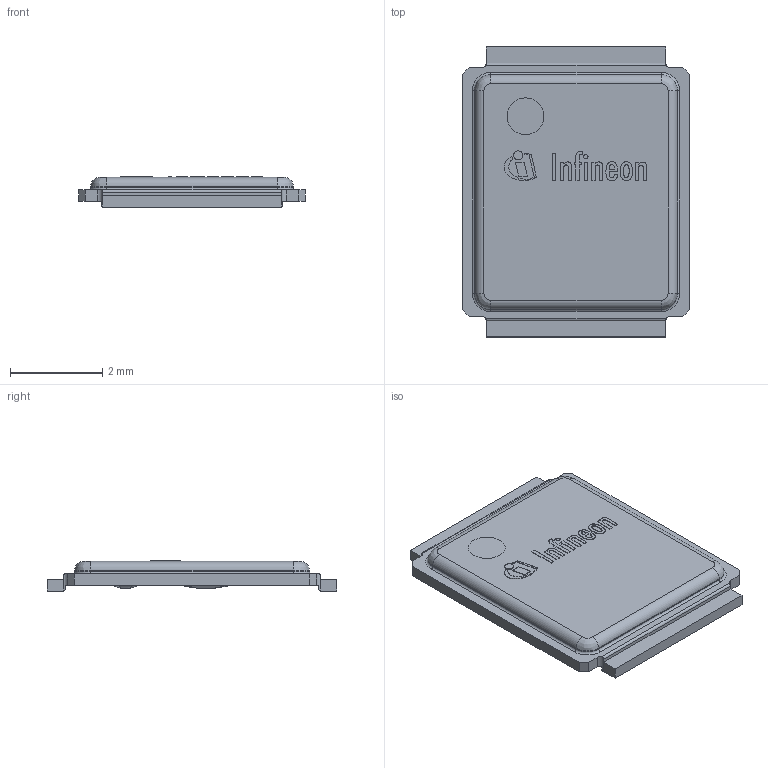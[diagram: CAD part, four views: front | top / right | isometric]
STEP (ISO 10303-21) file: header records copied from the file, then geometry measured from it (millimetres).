
FILE_DESCRIPTION(/* description */ (''),/* implementation_level */ '2;1');
FILE_NAME(/* name */ 'MG-WDSON-5-909.stp',/* time_stamp */ '2018-04-11T12:03:19+08:00',/* author */ ('mdsaid'),/* organization */ (''),/* preprocessor_version */ 'ST-DEVELOPER v15.2',/* originating_system */ 'Autodesk Inventor 2014',/* authorisation */ '');
FILE_SCHEMA (('AUTOMOTIVE_DESIGN { 1 0 10303 214 3 1 1 }'));
Length unit declared in the file: millimetre
Products named in the file (3): MG-WDSON-5-909_METAL; MG-WDSON-5-909_LOGO; MG-WDSON-5-909
Bounding box: 4.92 x 6.3 x 0.66 mm (x, y, z)
Volume: 10.6 mm3; surface area: 77.2 mm2
Topology: 13 solids, 13 shells, 339 faces, 876 edges, 558 vertices
Faces by surface type: cylinder 189, plane 122, bspline 20, torus 8
Full cylindrical faces by diameter (mm): 0.095 x1, 0.197 x1
Entity records: 10852 total; most frequent: CARTESIAN_POINT 2412, DIRECTION 1821, ORIENTED_EDGE 1724, EDGE_CURVE 862, AXIS2_PLACEMENT_3D 687, VERTEX_POINT 558, LINE 447, VECTOR 447
